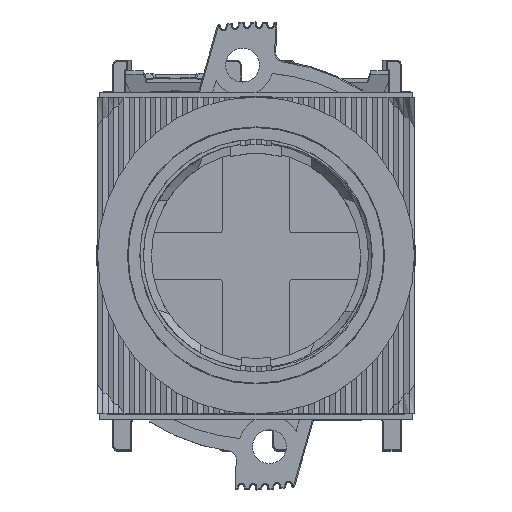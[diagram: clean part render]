
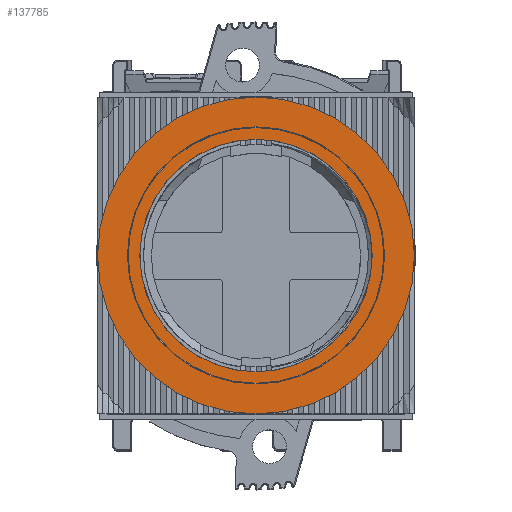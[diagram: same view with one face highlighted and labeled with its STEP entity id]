
A CAD part, top view. The second image highlights one B-rep face of the part: STEP entity #137785.
In plain terms, the highlighted face is planar.
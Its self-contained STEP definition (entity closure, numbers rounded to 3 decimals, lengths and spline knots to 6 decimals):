
#137659=CARTESIAN_POINT('',(0.,0.0287,0.));
#137660=DIRECTION('',(0.,-1.,0.));
#137661=DIRECTION('',(0.,0.,1.));
#137662=AXIS2_PLACEMENT_3D('',#137659,#137660,#137661);
#137664=CARTESIAN_POINT('',(0.,0.0287,0.));
#137665=DIRECTION('',(0.,-1.,0.));
#137666=DIRECTION('',(0.,0.,-1.));
#137667=AXIS2_PLACEMENT_3D('',#137664,#137665,#137666);
#137669=CARTESIAN_POINT('',(0.,0.0287,0.));
#137670=DIRECTION('',(0.,1.,0.));
#137671=DIRECTION('',(0.,0.,1.));
#137672=AXIS2_PLACEMENT_3D('',#137669,#137670,#137671);
#137674=CARTESIAN_POINT('',(0.,0.0287,0.));
#137675=DIRECTION('',(0.,1.,0.));
#137676=DIRECTION('',(0.,0.,-1.));
#137677=AXIS2_PLACEMENT_3D('',#137674,#137675,#137676);
#137695=CARTESIAN_POINT('',(0.,0.0287,-0.011));
#137696=CARTESIAN_POINT('',(0.,0.0287,0.011));
#137697=VERTEX_POINT('',#137695);
#137698=VERTEX_POINT('',#137696);
#137699=CARTESIAN_POINT('',(0.,0.0287,0.015));
#137700=CARTESIAN_POINT('',(0.,0.0287,-0.015));
#137701=VERTEX_POINT('',#137699);
#137702=VERTEX_POINT('',#137700);
#137770=CARTESIAN_POINT('',(0.,0.0287,0.));
#137771=DIRECTION('',(0.,1.,0.));
#137772=DIRECTION('',(0.,0.,1.));
#137773=AXIS2_PLACEMENT_3D('',#137770,#137771,#137772);
#137774=PLANE('',#137773);
#137775=ORIENTED_EDGE('',*,*,#137757,.T.);
#137776=ORIENTED_EDGE('',*,*,#137736,.T.);
#137777=EDGE_LOOP('',(#137775,#137776));
#137778=FACE_OUTER_BOUND('',#137777,.F.);
#137780=ORIENTED_EDGE('',*,*,#137779,.T.);
#137782=ORIENTED_EDGE('',*,*,#137781,.T.);
#137783=EDGE_LOOP('',(#137780,#137782));
#137784=FACE_BOUND('',#137783,.F.);
#137663=CIRCLE('',#137662,0.015);
#137668=CIRCLE('',#137667,0.015);
#137673=CIRCLE('',#137672,0.011);
#137678=CIRCLE('',#137677,0.011);
#137736=EDGE_CURVE('',#137702,#137701,#137668,.T.);
#137757=EDGE_CURVE('',#137701,#137702,#137663,.T.);
#137779=EDGE_CURVE('',#137698,#137697,#137673,.T.);
#137781=EDGE_CURVE('',#137697,#137698,#137678,.T.);
#137785=ADVANCED_FACE('',(#137778,#137784),#137774,.T.);
